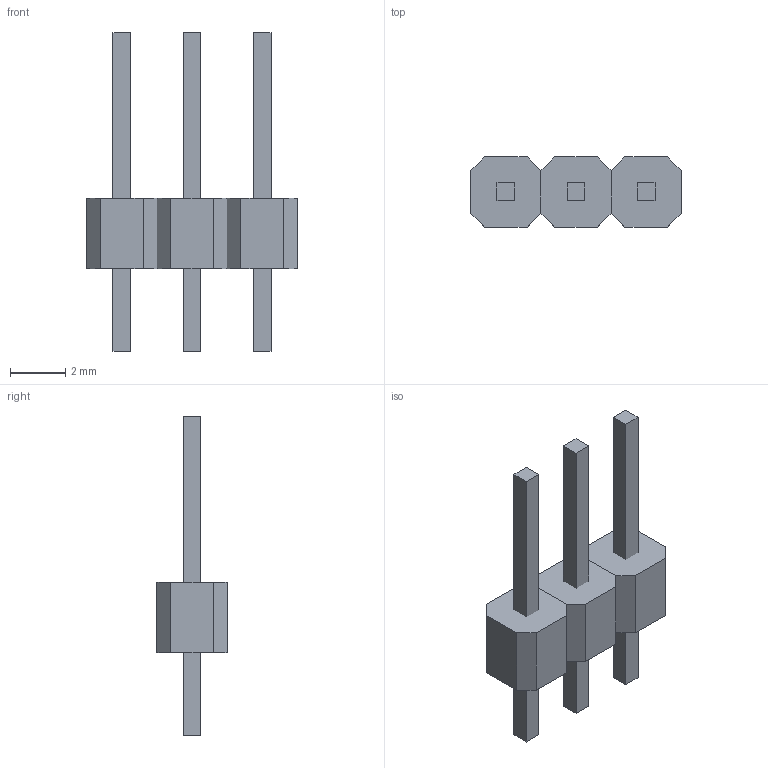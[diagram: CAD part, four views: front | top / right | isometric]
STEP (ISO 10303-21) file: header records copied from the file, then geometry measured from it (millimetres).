
FILE_DESCRIPTION (( 'STEP AP214' ), '1' );
FILE_NAME ('1001-3.STEP', '2008-07-31T12:14:14', ( 'j' ), ( '' ), 'SwSTEP 2.0', 'SolidWorks 2004231', '' );
FILE_SCHEMA (( 'AUTOMOTIVE_DESIGN' ));
Length unit declared in the file: millimetre
Products named in the file (1): 1001-3
Bounding box: 7.62 x 2.54 x 11.54 mm (x, y, z)
Volume: 59.5 mm3; surface area: 195.3 mm2
Topology: 6 solids, 6 shells, 48 faces, 108 edges, 72 vertices
Faces by surface type: plane 48
Entity records: 1710 total; most frequent: CARTESIAN_POINT 229, ORIENTED_EDGE 216, DIRECTION 206, EDGE_CURVE 108, VECTOR 108, LINE 108, VERTEX_POINT 72, AXIS2_PLACEMENT_3D 49
